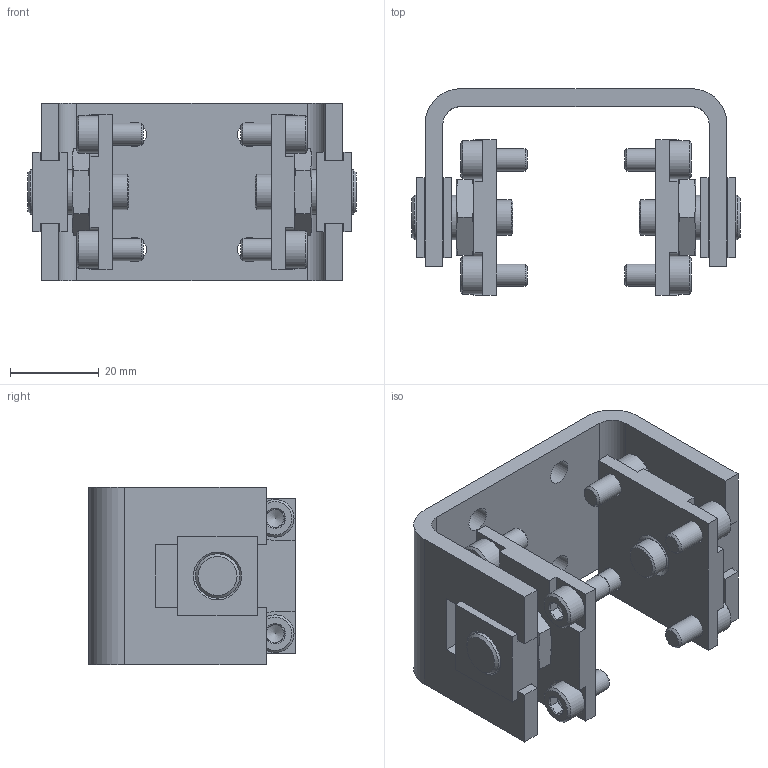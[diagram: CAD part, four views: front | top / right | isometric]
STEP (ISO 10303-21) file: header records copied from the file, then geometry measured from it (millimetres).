
FILE_DESCRIPTION(/* description */ ('STEP AP214'),/* implementation_level */ '2;1');
FILE_NAME(/* name */ '15233_FKG-16-B',/* time_stamp */ '2024-08-28T13:51:46+02:00',/* author */ ('License CC BY-ND 4.0'),/* organization */ ('CADENAS'),/* preprocessor_version */ 'ST-DEVELOPER v19.3',/* originating_system */ 'PARTsolutions',/* authorisation */ ' ');
FILE_SCHEMA (('AUTOMOTIVE_DESIGN {1 0 10303 214 3 1 1}'));
Length unit declared in the file: millimetre
Products named in the file (6): 15233 FKG-16-B---(asm); FKG-16-B---(GA); FKG-16-B---(GS); FKG-16-B---(GB); FKG-16-B---(PL); DIN-912 - M5x10(F)
Assembly tree (15 placements, depth 2):
  15233 FKG-16-B---(asm)
    FKG-16-B---(GA)
    FKG-16-B---(GS)  x2
    FKG-16-B---(GB)  x2
    FKG-16-B---(PL)  x2
    DIN-912 - M5x10(F)  x8
Bounding box: 74 x 46.5 x 40 mm (x, y, z)
Volume: 39540.1 mm3; surface area: 26277.6 mm2
Topology: 15 solids, 15 shells, 400 faces, 854 edges, 498 vertices
Faces by surface type: plane 224, cone 126, cylinder 50
Full cylindrical faces by diameter (mm): 5 x8, 5.5 x12, 8 x2, 8.376 x2, 8.5 x8, 10 x6
Entity records: 3813 total; most frequent: CARTESIAN_POINT 704, DIRECTION 616, ORIENTED_EDGE 550, EDGE_CURVE 275, AXIS2_PLACEMENT_3D 226, VERTEX_POINT 188, FACE_BOUND 181, EDGE_LOOP 180
